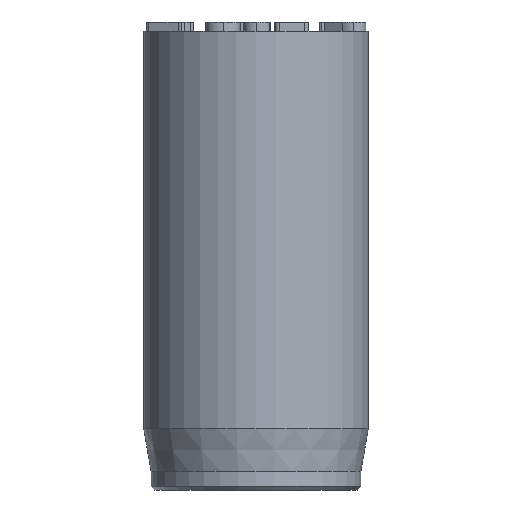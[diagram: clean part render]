
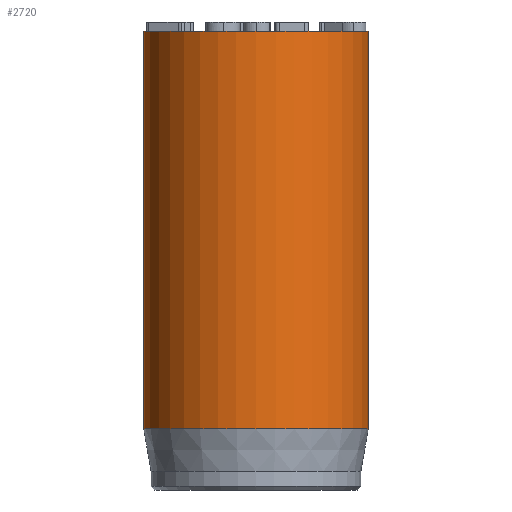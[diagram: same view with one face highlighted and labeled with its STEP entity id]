
A CAD part, front view. The second image highlights one B-rep face of the part: STEP entity #2720.
In plain terms, the highlighted cylindrical face has radius 6 mm (diameter 12 mm), a full revolution.
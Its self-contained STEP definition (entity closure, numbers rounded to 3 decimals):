
#44=CYLINDRICAL_SURFACE('',#2891,6.);
#62=CIRCLE('',#2889,6.);
#63=CIRCLE('',#2890,6.);
#64=CIRCLE('',#2892,6.);
#236=FACE_OUTER_BOUND('',#390,.T.);
#390=EDGE_LOOP('',(#2174,#2175,#2176,#2177,#2178));
#594=LINE('',#4618,#811);
#811=VECTOR('',#3197,6.);
#1225=VERTEX_POINT('',#4610);
#1226=VERTEX_POINT('',#4611);
#1227=VERTEX_POINT('',#4616);
#1582=EDGE_CURVE('',#1225,#1226,#62,.T.);
#1583=EDGE_CURVE('',#1226,#1225,#63,.T.);
#1585=EDGE_CURVE('',#1227,#1227,#64,.T.);
#1586=EDGE_CURVE('',#1227,#1225,#594,.T.);
#2174=ORIENTED_EDGE('',*,*,#1585,.T.);
#2175=ORIENTED_EDGE('',*,*,#1586,.T.);
#2176=ORIENTED_EDGE('',*,*,#1582,.T.);
#2177=ORIENTED_EDGE('',*,*,#1583,.T.);
#2178=ORIENTED_EDGE('',*,*,#1586,.F.);
#2720=ADVANCED_FACE('',(#236),#44,.T.);
#2889=AXIS2_PLACEMENT_3D('',#4612,#3188,#3189);
#2890=AXIS2_PLACEMENT_3D('',#4613,#3190,#3191);
#2891=AXIS2_PLACEMENT_3D('',#4615,#3193,#3194);
#2892=AXIS2_PLACEMENT_3D('',#4617,#3195,#3196);
#3188=DIRECTION('center_axis',(0.,0.,1.));
#3189=DIRECTION('ref_axis',(-1.,0.,0.));
#3190=DIRECTION('center_axis',(0.,0.,1.));
#3191=DIRECTION('ref_axis',(-1.,0.,0.));
#3193=DIRECTION('center_axis',(0.,0.,1.));
#3194=DIRECTION('ref_axis',(-1.,0.,0.));
#3195=DIRECTION('center_axis',(0.,0.,-1.));
#3196=DIRECTION('ref_axis',(-1.,0.,0.));
#3197=DIRECTION('',(0.,0.,-1.));
#4610=CARTESIAN_POINT('',(6.,0.,3.269));
#4611=CARTESIAN_POINT('',(-6.,0.,3.269));
#4612=CARTESIAN_POINT('Origin',(0.,0.,3.269));
#4613=CARTESIAN_POINT('Origin',(0.,0.,3.269));
#4615=CARTESIAN_POINT('Origin',(0.,0.,0.));
#4616=CARTESIAN_POINT('',(6.,0.,24.5));
#4617=CARTESIAN_POINT('Origin',(0.,0.,24.5));
#4618=CARTESIAN_POINT('',(6.,0.,0.));
